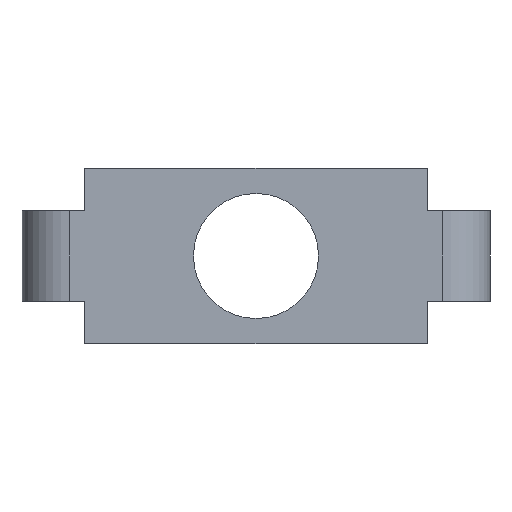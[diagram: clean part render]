
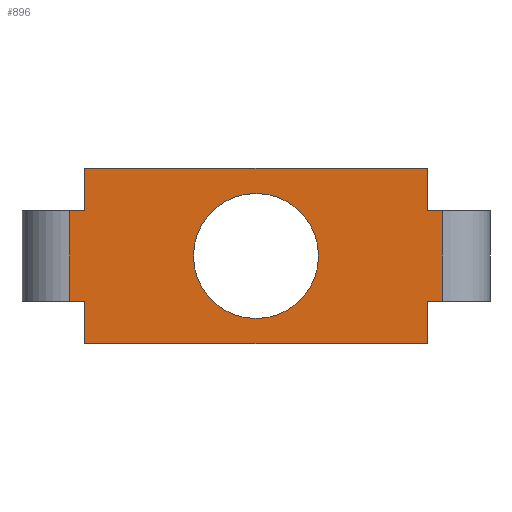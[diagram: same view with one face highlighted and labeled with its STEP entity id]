
A CAD part, front view. The second image highlights one B-rep face of the part: STEP entity #896.
In plain terms, the highlighted planar face has unit normal (0, -1, 0).
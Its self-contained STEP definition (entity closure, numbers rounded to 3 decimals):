
#22 = ORIENTED_EDGE ( 'NONE', *, *, #320, .F. ) ;
#26 = CARTESIAN_POINT ( 'NONE',  ( 17., -1.7, -4.5 ) ) ;
#39 = CARTESIAN_POINT ( 'NONE',  ( 0., -1.7, 6.2 ) ) ;
#55 = VERTEX_POINT ( 'NONE', #779 ) ;
#89 = CARTESIAN_POINT ( 'NONE',  ( 17., -1.7, -8.7 ) ) ;
#94 = EDGE_CURVE ( 'NONE', #1087, #55, #601, .T. ) ;
#112 = VERTEX_POINT ( 'NONE', #787 ) ;
#122 = CARTESIAN_POINT ( 'NONE',  ( -17., -1.7, 8.7 ) ) ;
#138 = EDGE_CURVE ( 'NONE', #560, #516, #655, .T. ) ;
#167 = VERTEX_POINT ( 'NONE', #534 ) ;
#183 = EDGE_LOOP ( 'NONE', ( #22, #240, #1004, #885, #1534, #1363, #1374, #686, #717, #478, #1525, #1780 ) ) ;
#240 = ORIENTED_EDGE ( 'NONE', *, *, #668, .F. ) ;
#249 = DIRECTION ( 'NONE',  ( 0., 0., 1. ) ) ;
#250 = CARTESIAN_POINT ( 'NONE',  ( 17., -1.7, 4.5 ) ) ;
#256 = LINE ( 'NONE', #89, #1234 ) ;
#264 = DIRECTION ( 'NONE',  ( 1., 0., 0. ) ) ;
#320 = EDGE_CURVE ( 'NONE', #1295, #726, #1013, .T. ) ;
#345 = DIRECTION ( 'NONE',  ( 0., 0., 1. ) ) ;
#361 = VECTOR ( 'NONE', #571, 1000. ) ;
#362 = DIRECTION ( 'NONE',  ( 0., 1., 0. ) ) ;
#365 = CARTESIAN_POINT ( 'NONE',  ( -17., -1.7, -8.7 ) ) ;
#376 = CARTESIAN_POINT ( 'NONE',  ( 0., -1.7, 0. ) ) ;
#435 = LINE ( 'NONE', #26, #623 ) ;
#452 = CARTESIAN_POINT ( 'NONE',  ( 18.5, -1.7, 0. ) ) ;
#453 = AXIS2_PLACEMENT_3D ( 'NONE', #376, #928, #249 ) ;
#472 = EDGE_CURVE ( 'NONE', #1087, #112, #1602, .T. ) ;
#478 = ORIENTED_EDGE ( 'NONE', *, *, #138, .F. ) ;
#483 = EDGE_CURVE ( 'NONE', #167, #560, #256, .T. ) ;
#503 = VERTEX_POINT ( 'NONE', #637 ) ;
#514 = DIRECTION ( 'NONE',  ( 0., 0., -1. ) ) ;
#515 = VECTOR ( 'NONE', #589, 1000. ) ;
#516 = VERTEX_POINT ( 'NONE', #365 ) ;
#534 = CARTESIAN_POINT ( 'NONE',  ( 17., -1.7, -4.5 ) ) ;
#551 = VECTOR ( 'NONE', #1761, 1000. ) ;
#556 = ORIENTED_EDGE ( 'NONE', *, *, #1661, .T. ) ;
#559 = CARTESIAN_POINT ( 'NONE',  ( 18.5, -1.7, -4.5 ) ) ;
#560 = VERTEX_POINT ( 'NONE', #1209 ) ;
#571 = DIRECTION ( 'NONE',  ( -1., 0., 0. ) ) ;
#577 = DIRECTION ( 'NONE',  ( 0., 0., 1. ) ) ;
#579 = EDGE_CURVE ( 'NONE', #1299, #503, #1752, .T. ) ;
#589 = DIRECTION ( 'NONE',  ( 0., 0., -1. ) ) ;
#594 = EDGE_CURVE ( 'NONE', #55, #1390, #703, .T. ) ;
#601 = LINE ( 'NONE', #1456, #866 ) ;
#605 = LINE ( 'NONE', #1706, #626 ) ;
#610 = CARTESIAN_POINT ( 'NONE',  ( 18.5, -1.7, 4.5 ) ) ;
#623 = VECTOR ( 'NONE', #993, 1000. ) ;
#626 = VECTOR ( 'NONE', #1028, 1000. ) ;
#633 = CIRCLE ( 'NONE', #918, 6.2 ) ;
#637 = CARTESIAN_POINT ( 'NONE',  ( 17., -1.7, 4.5 ) ) ;
#638 = DIRECTION ( 'NONE',  ( 1., 0., 0. ) ) ;
#642 = VECTOR ( 'NONE', #577, 1000. ) ;
#655 = LINE ( 'NONE', #933, #948 ) ;
#664 = CARTESIAN_POINT ( 'NONE',  ( -17., -1.7, -4.5 ) ) ;
#668 = EDGE_CURVE ( 'NONE', #503, #1295, #970, .T. ) ;
#686 = ORIENTED_EDGE ( 'NONE', *, *, #1197, .F. ) ;
#703 = LINE ( 'NONE', #1670, #642 ) ;
#716 = VERTEX_POINT ( 'NONE', #1102 ) ;
#717 = ORIENTED_EDGE ( 'NONE', *, *, #1598, .F. ) ;
#726 = VERTEX_POINT ( 'NONE', #559 ) ;
#774 = PLANE ( 'NONE',  #817 ) ;
#779 = CARTESIAN_POINT ( 'NONE',  ( -17., -1.7, 4.5 ) ) ;
#787 = CARTESIAN_POINT ( 'NONE',  ( -18.5, -1.7, -4.5 ) ) ;
#790 = DIRECTION ( 'NONE',  ( 0., 0., 1. ) ) ;
#793 = CARTESIAN_POINT ( 'NONE',  ( -18.5, -1.7, 0. ) ) ;
#817 = AXIS2_PLACEMENT_3D ( 'NONE', #1467, #912, #345 ) ;
#857 = CIRCLE ( 'NONE', #453, 6.2 ) ;
#866 = VECTOR ( 'NONE', #638, 1000. ) ;
#873 = LINE ( 'NONE', #1545, #361 ) ;
#885 = ORIENTED_EDGE ( 'NONE', *, *, #1721, .F. ) ;
#896 = ADVANCED_FACE ( 'NONE', ( #1175, #1726 ), #774, .F. ) ;
#912 = DIRECTION ( 'NONE',  ( 0., 1., 0. ) ) ;
#918 = AXIS2_PLACEMENT_3D ( 'NONE', #1356, #362, #790 ) ;
#928 = DIRECTION ( 'NONE',  ( 0., 1., 0. ) ) ;
#933 = CARTESIAN_POINT ( 'NONE',  ( -17., -1.7, -8.7 ) ) ;
#948 = VECTOR ( 'NONE', #1346, 1000. ) ;
#970 = LINE ( 'NONE', #1245, #1645 ) ;
#993 = DIRECTION ( 'NONE',  ( -1., 0., 0. ) ) ;
#1004 = ORIENTED_EDGE ( 'NONE', *, *, #579, .F. ) ;
#1013 = LINE ( 'NONE', #452, #515 ) ;
#1028 = DIRECTION ( 'NONE',  ( 0., 0., 1. ) ) ;
#1087 = VERTEX_POINT ( 'NONE', #1664 ) ;
#1102 = CARTESIAN_POINT ( 'NONE',  ( 0., -1.7, -6.2 ) ) ;
#1103 = VERTEX_POINT ( 'NONE', #664 ) ;
#1160 = CARTESIAN_POINT ( 'NONE',  ( 17., -1.7, 8.7 ) ) ;
#1162 = ORIENTED_EDGE ( 'NONE', *, *, #1710, .T. ) ;
#1175 = FACE_BOUND ( 'NONE', #1223, .T. ) ;
#1190 = EDGE_CURVE ( 'NONE', #726, #167, #435, .T. ) ;
#1197 = EDGE_CURVE ( 'NONE', #1103, #112, #873, .T. ) ;
#1205 = LINE ( 'NONE', #122, #1293 ) ;
#1209 = CARTESIAN_POINT ( 'NONE',  ( 17., -1.7, -8.7 ) ) ;
#1223 = EDGE_LOOP ( 'NONE', ( #1162, #556 ) ) ;
#1234 = VECTOR ( 'NONE', #514, 1000. ) ;
#1245 = CARTESIAN_POINT ( 'NONE',  ( 17., -1.7, 4.5 ) ) ;
#1293 = VECTOR ( 'NONE', #1760, 1000. ) ;
#1295 = VERTEX_POINT ( 'NONE', #610 ) ;
#1299 = VERTEX_POINT ( 'NONE', #1160 ) ;
#1324 = DIRECTION ( 'NONE',  ( 0., 0., -1. ) ) ;
#1346 = DIRECTION ( 'NONE',  ( -1., 0., 0. ) ) ;
#1356 = CARTESIAN_POINT ( 'NONE',  ( 0., -1.7, 0. ) ) ;
#1363 = ORIENTED_EDGE ( 'NONE', *, *, #94, .F. ) ;
#1374 = ORIENTED_EDGE ( 'NONE', *, *, #472, .T. ) ;
#1390 = VERTEX_POINT ( 'NONE', #1640 ) ;
#1456 = CARTESIAN_POINT ( 'NONE',  ( -17., -1.7, 4.5 ) ) ;
#1467 = CARTESIAN_POINT ( 'NONE',  ( 0., -1.7, 0. ) ) ;
#1472 = VERTEX_POINT ( 'NONE', #39 ) ;
#1525 = ORIENTED_EDGE ( 'NONE', *, *, #483, .F. ) ;
#1534 = ORIENTED_EDGE ( 'NONE', *, *, #594, .F. ) ;
#1545 = CARTESIAN_POINT ( 'NONE',  ( -17., -1.7, -4.5 ) ) ;
#1598 = EDGE_CURVE ( 'NONE', #516, #1103, #605, .T. ) ;
#1602 = LINE ( 'NONE', #793, #1786 ) ;
#1640 = CARTESIAN_POINT ( 'NONE',  ( -17., -1.7, 8.7 ) ) ;
#1645 = VECTOR ( 'NONE', #264, 1000. ) ;
#1661 = EDGE_CURVE ( 'NONE', #716, #1472, #633, .T. ) ;
#1664 = CARTESIAN_POINT ( 'NONE',  ( -18.5, -1.7, 4.5 ) ) ;
#1670 = CARTESIAN_POINT ( 'NONE',  ( -17., -1.7, 4.5 ) ) ;
#1706 = CARTESIAN_POINT ( 'NONE',  ( -17., -1.7, -8.7 ) ) ;
#1710 = EDGE_CURVE ( 'NONE', #1472, #716, #857, .T. ) ;
#1721 = EDGE_CURVE ( 'NONE', #1390, #1299, #1205, .T. ) ;
#1726 = FACE_OUTER_BOUND ( 'NONE', #183, .T. ) ;
#1752 = LINE ( 'NONE', #250, #551 ) ;
#1760 = DIRECTION ( 'NONE',  ( 1., 0., 0. ) ) ;
#1761 = DIRECTION ( 'NONE',  ( 0., 0., -1. ) ) ;
#1780 = ORIENTED_EDGE ( 'NONE', *, *, #1190, .F. ) ;
#1786 = VECTOR ( 'NONE', #1324, 1000. ) ;
